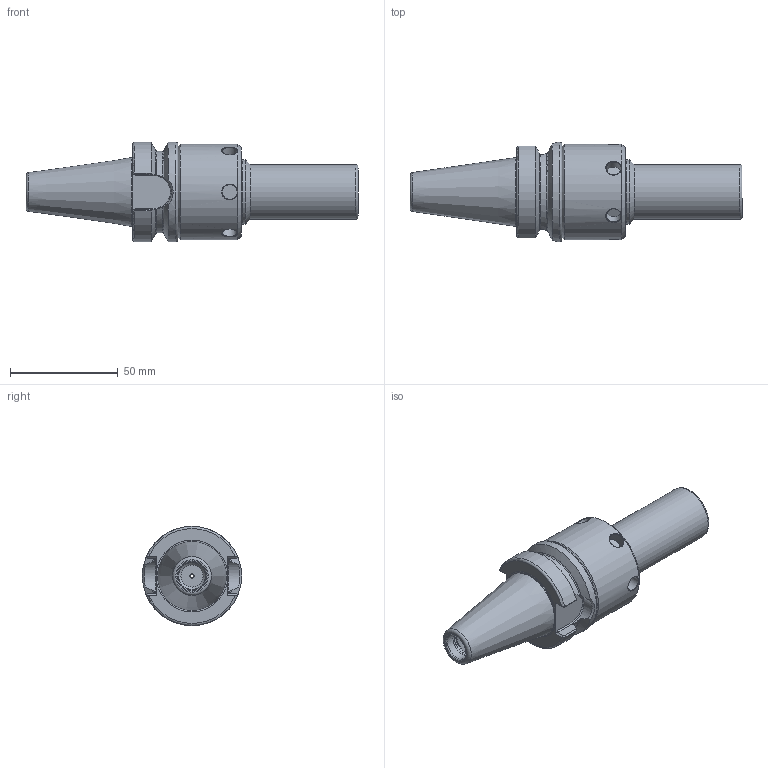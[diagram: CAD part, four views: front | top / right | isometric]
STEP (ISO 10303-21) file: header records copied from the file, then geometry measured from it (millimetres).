
FILE_DESCRIPTION(/* description */ (''),/* implementation_level */ '2;1');
FILE_NAME(/* name */ 'DBT30-VX12-105.stp',/* time_stamp */ '2019-07-12T14:50:47-05:00',/* author */ ('ldfli'),/* organization */ (''),/* preprocessor_version */ 'ST-DEVELOPER v18',/* originating_system */ 'Autodesk Inventor LT',/* authorisation */ '');
FILE_SCHEMA (('AUTOMOTIVE_DESIGN { 1 0 10303 214 3 1 1 }'));
Length unit declared in the file: millimetre
Products named in the file (1): DBT30-VX12-105
Bounding box: 153.9 x 46 x 46 mm (x, y, z)
Volume: 100970.8 mm3; surface area: 39754.1 mm2
Topology: 5 solids, 5 shells, 185 faces, 544 edges, 380 vertices
Faces by surface type: plane 67, cylinder 55, cone 25, torus 22, bspline 16
Full cylindrical faces by diameter (mm): 2 x4, 6.03 x1, 6.05 x2, 6.9 x6, 10 x1, 10.2 x1, 11.04 x1, 12.5 x1, 12.69 x2, 13 x1, 13.1 x1, 16 x1, 16.5 x1, 17.5 x1, 25.4 x1, 28.6 x1, 29.979 x2, 30.05 x2, 31.696 x1, 38.5 x1, 40 x2, 40.5 x1, 44.45 x1, 46 x1
Entity records: 8149 total; most frequent: CARTESIAN_POINT 3039, ORIENTED_EDGE 1088, DIRECTION 1024, EDGE_CURVE 544, AXIS2_PLACEMENT_3D 420, VERTEX_POINT 380, CIRCLE 250, EDGE_LOOP 220
